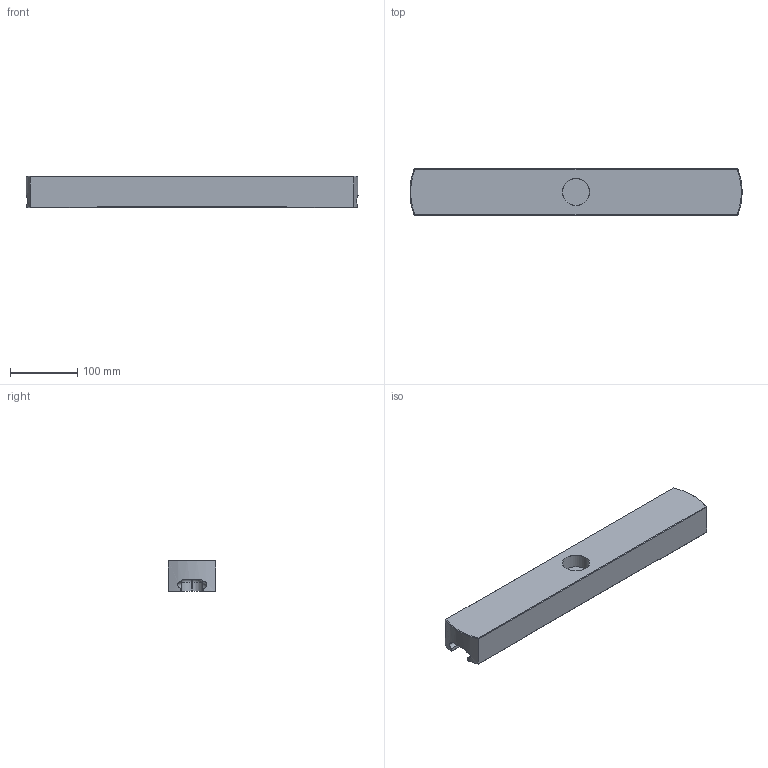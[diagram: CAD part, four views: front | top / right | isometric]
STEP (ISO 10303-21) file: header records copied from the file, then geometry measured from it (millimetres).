
FILE_DESCRIPTION(/* description */ (''),/* implementation_level */ '2;1');
FILE_NAME(/* name */ 'A731S050.stp',/* time_stamp */ '2017-11-06T13:18:27+06:00',/* author */ (''),/* organization */ (''),/* preprocessor_version */ 'ST-DEVELOPER v16',/* originating_system */ 'SIEMENS PLM Software NX 11.0',/* authorisation */ '');
FILE_SCHEMA (('AUTOMOTIVE_DESIGN { 1 0 10303 214 3 1 1 1 }'));
Length unit declared in the file: millimetre
Products named in the file (1): A731S050
Bounding box: 493.85 x 70 x 47 mm (x, y, z)
Volume: 1404999.1 mm3; surface area: 130834.3 mm2
Topology: 1 solids, 1 shells, 83 faces, 213 edges, 133 vertices
Faces by surface type: plane 43, cylinder 21, cone 11, torus 8
Full cylindrical faces by diameter (mm): 40 x1
Entity records: 2666 total; most frequent: CARTESIAN_POINT 634, ORIENTED_EDGE 418, DIRECTION 408, EDGE_CURVE 209, AXIS2_PLACEMENT_3D 145, VERTEX_POINT 131, LINE 118, VECTOR 118
